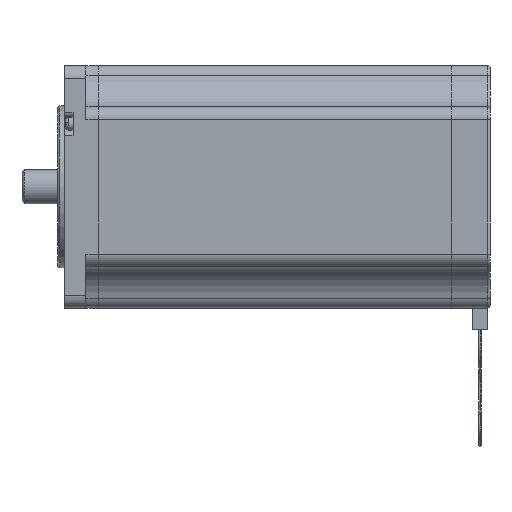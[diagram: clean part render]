
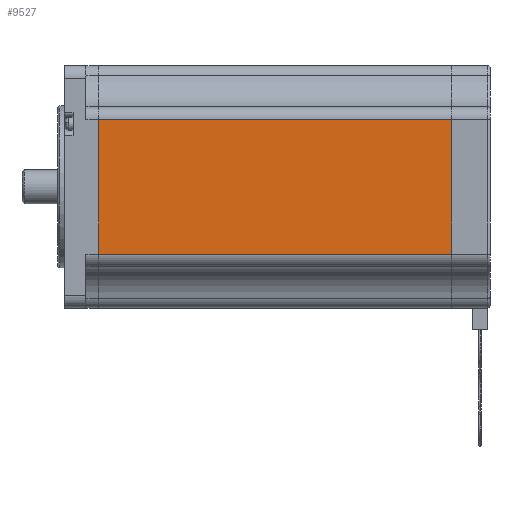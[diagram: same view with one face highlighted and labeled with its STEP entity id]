
A CAD part, front view. The second image highlights one B-rep face of the part: STEP entity #9527.
In plain terms, the highlighted planar face has unit normal (0, -1, 0).
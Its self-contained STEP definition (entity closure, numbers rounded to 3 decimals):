
#365 = AXIS2_PLACEMENT_3D ( 'NONE', #2549, #7248, #5811 ) ;
#425 = DIRECTION ( 'NONE',  ( 0., 0., -1. ) ) ;
#719 = CARTESIAN_POINT ( 'NONE',  ( -9., -28.5, -15.851 ) ) ;
#836 = VECTOR ( 'NONE', #8071, 1000. ) ;
#1018 = EDGE_LOOP ( 'NONE', ( #7529, #10131, #3078, #7937 ) ) ;
#1650 = FACE_OUTER_BOUND ( 'NONE', #1018, .T. ) ;
#1783 = EDGE_CURVE ( 'NONE', #4904, #5809, #2655, .T. ) ;
#2026 = EDGE_CURVE ( 'NONE', #8614, #8064, #2029, .T. ) ;
#2029 = LINE ( 'NONE', #8510, #3518 ) ;
#2549 = CARTESIAN_POINT ( 'NONE',  ( -9., -28.5, 28.5 ) ) ;
#2572 = DIRECTION ( 'NONE',  ( 1., 0., 0. ) ) ;
#2655 = LINE ( 'NONE', #10049, #7798 ) ;
#3078 = ORIENTED_EDGE ( 'NONE', *, *, #9865, .T. ) ;
#3403 = LINE ( 'NONE', #6792, #7974 ) ;
#3518 = VECTOR ( 'NONE', #425, 1000. ) ;
#4759 = CARTESIAN_POINT ( 'NONE',  ( -9., -28.5, 15.851 ) ) ;
#4840 = CARTESIAN_POINT ( 'NONE',  ( -92., -28.5, 15.851 ) ) ;
#4904 = VERTEX_POINT ( 'NONE', #719 ) ;
#4940 = CARTESIAN_POINT ( 'NONE',  ( -9., -28.5, 15.851 ) ) ;
#5220 = CARTESIAN_POINT ( 'NONE',  ( -92., -28.5, -15.851 ) ) ;
#5809 = VERTEX_POINT ( 'NONE', #4759 ) ;
#5811 = DIRECTION ( 'NONE',  ( 0., 0., -1. ) ) ;
#6792 = CARTESIAN_POINT ( 'NONE',  ( 0., -28.5, -15.851 ) ) ;
#7248 = DIRECTION ( 'NONE',  ( 0., -1., 0. ) ) ;
#7350 = EDGE_CURVE ( 'NONE', #5809, #8614, #8913, .T. ) ;
#7529 = ORIENTED_EDGE ( 'NONE', *, *, #7350, .T. ) ;
#7798 = VECTOR ( 'NONE', #9161, 1000. ) ;
#7937 = ORIENTED_EDGE ( 'NONE', *, *, #1783, .T. ) ;
#7974 = VECTOR ( 'NONE', #2572, 1000. ) ;
#8064 = VERTEX_POINT ( 'NONE', #5220 ) ;
#8071 = DIRECTION ( 'NONE',  ( -1., 0., 0. ) ) ;
#8510 = CARTESIAN_POINT ( 'NONE',  ( -92., -28.5, 28.5 ) ) ;
#8614 = VERTEX_POINT ( 'NONE', #4840 ) ;
#8913 = LINE ( 'NONE', #4940, #836 ) ;
#9161 = DIRECTION ( 'NONE',  ( 0., 0., 1. ) ) ;
#9527 = ADVANCED_FACE ( 'NONE', ( #1650 ), #9829, .T. ) ;
#9829 = PLANE ( 'NONE',  #365 ) ;
#9865 = EDGE_CURVE ( 'NONE', #8064, #4904, #3403, .T. ) ;
#10049 = CARTESIAN_POINT ( 'NONE',  ( -9., -28.5, 28.5 ) ) ;
#10131 = ORIENTED_EDGE ( 'NONE', *, *, #2026, .T. ) ;
